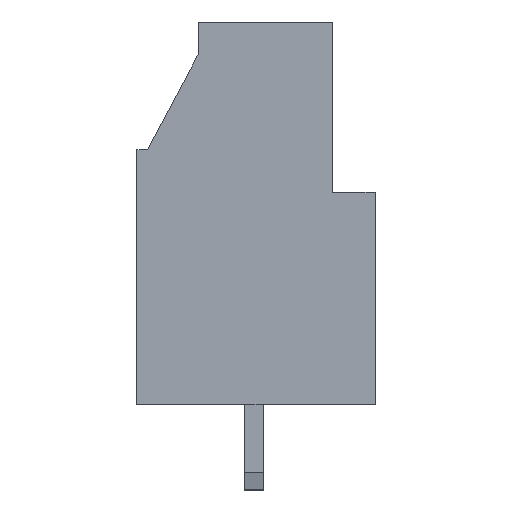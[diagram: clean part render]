
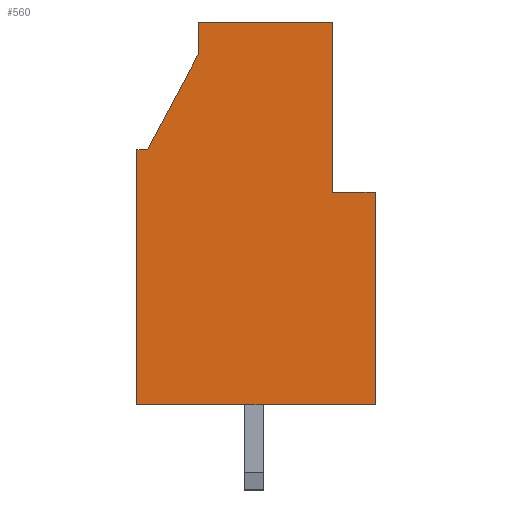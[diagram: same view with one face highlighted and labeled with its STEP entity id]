
A CAD part, front view. The second image highlights one B-rep face of the part: STEP entity #560.
In plain terms, the highlighted planar face has unit normal (0, -1, 0).
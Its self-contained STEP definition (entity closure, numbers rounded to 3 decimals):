
#560 = ADVANCED_FACE( '', ( #1309 ), #1310, .F. );
#1309 = FACE_OUTER_BOUND( '', #2290, .T. );
#1310 = PLANE( '', #2291 );
#2290 = EDGE_LOOP( '', ( #3774, #3775, #3776, #3777, #3778, #3779, #3780, #3781, #3782 ) );
#2291 = AXIS2_PLACEMENT_3D( '', #3783, #3784, #3785 );
#3774 = ORIENTED_EDGE( '', *, *, #6421, .T. );
#3775 = ORIENTED_EDGE( '', *, *, #6422, .T. );
#3776 = ORIENTED_EDGE( '', *, *, #6423, .T. );
#3777 = ORIENTED_EDGE( '', *, *, #6424, .T. );
#3778 = ORIENTED_EDGE( '', *, *, #6425, .T. );
#3779 = ORIENTED_EDGE( '', *, *, #6426, .T. );
#3780 = ORIENTED_EDGE( '', *, *, #6427, .F. );
#3781 = ORIENTED_EDGE( '', *, *, #6428, .F. );
#3782 = ORIENTED_EDGE( '', *, *, #6199, .F. );
#3783 = CARTESIAN_POINT( '', ( 12.32, -2.54, -5.26 ) );
#3784 = DIRECTION( '', ( 0., 1., 0. ) );
#3785 = DIRECTION( '', ( 1., 0., 0. ) );
#6199 = EDGE_CURVE( '', #7551, #7553, #7554, .T. );
#6421 = EDGE_CURVE( '', #7551, #7920, #7921, .T. );
#6422 = EDGE_CURVE( '', #7920, #7922, #7923, .T. );
#6423 = EDGE_CURVE( '', #7922, #7924, #7925, .T. );
#6424 = EDGE_CURVE( '', #7924, #7926, #7927, .T. );
#6425 = EDGE_CURVE( '', #7926, #7928, #7929, .T. );
#6426 = EDGE_CURVE( '', #7928, #7930, #7931, .T. );
#6427 = EDGE_CURVE( '', #7932, #7930, #7933, .T. );
#6428 = EDGE_CURVE( '', #7553, #7932, #7934, .T. );
#7551 = VERTEX_POINT( '', #9464 );
#7553 = VERTEX_POINT( '', #9467 );
#7554 = LINE( '', #9468, #9469 );
#7920 = VERTEX_POINT( '', #10005 );
#7921 = LINE( '', #10006, #10007 );
#7922 = VERTEX_POINT( '', #10008 );
#7923 = LINE( '', #10009, #10010 );
#7924 = VERTEX_POINT( '', #10011 );
#7925 = LINE( '', #10012, #10013 );
#7926 = VERTEX_POINT( '', #10014 );
#7927 = LINE( '', #10015, #10016 );
#7928 = VERTEX_POINT( '', #10017 );
#7929 = LINE( '', #10018, #10019 );
#7930 = VERTEX_POINT( '', #10020 );
#7931 = LINE( '', #10021, #10022 );
#7932 = VERTEX_POINT( '', #10023 );
#7933 = LINE( '', #10024, #10025 );
#7934 = LINE( '', #10026, #10027 );
#9464 = CARTESIAN_POINT( '', ( 0., -2.54, 12. ) );
#9467 = CARTESIAN_POINT( '', ( 0.5, -2.54, 12. ) );
#9468 = CARTESIAN_POINT( '', ( 5.35, -2.54, 12. ) );
#9469 = VECTOR( '', #11580, 1000. );
#10005 = CARTESIAN_POINT( '', ( 0., -2.54, 0. ) );
#10006 = CARTESIAN_POINT( '', ( 0., -2.54, -1. ) );
#10007 = VECTOR( '', #11775, 1000. );
#10008 = CARTESIAN_POINT( '', ( 11.2, -2.54, 0. ) );
#10009 = CARTESIAN_POINT( '', ( 5.35, -2.54, 0. ) );
#10010 = VECTOR( '', #11776, 1000. );
#10011 = CARTESIAN_POINT( '', ( 11.2, -2.54, 10. ) );
#10012 = CARTESIAN_POINT( '', ( 11.2, -2.54, -1. ) );
#10013 = VECTOR( '', #11777, 1000. );
#10014 = CARTESIAN_POINT( '', ( 9.2, -2.54, 10. ) );
#10015 = CARTESIAN_POINT( '', ( 5.35, -2.54, 10. ) );
#10016 = VECTOR( '', #11778, 1000. );
#10017 = CARTESIAN_POINT( '', ( 9.2, -2.54, 18. ) );
#10018 = CARTESIAN_POINT( '', ( 9.2, -2.54, -1. ) );
#10019 = VECTOR( '', #11779, 1000. );
#10020 = CARTESIAN_POINT( '', ( 2.9, -2.54, 18. ) );
#10021 = CARTESIAN_POINT( '', ( 5.35, -2.54, 18. ) );
#10022 = VECTOR( '', #11780, 1000. );
#10023 = CARTESIAN_POINT( '', ( 2.9, -2.54, 16.5 ) );
#10024 = CARTESIAN_POINT( '', ( 2.9, -2.54, -1. ) );
#10025 = VECTOR( '', #11781, 1000. );
#10026 = CARTESIAN_POINT( '', ( -6.433, -2.54, -1. ) );
#10027 = VECTOR( '', #11782, 1000. );
#11580 = DIRECTION( '', ( 1., 0., 0. ) );
#11775 = DIRECTION( '', ( 0., 0., -1. ) );
#11776 = DIRECTION( '', ( 1., 0., 0. ) );
#11777 = DIRECTION( '', ( 0., 0., 1. ) );
#11778 = DIRECTION( '', ( -1., 0., 0. ) );
#11779 = DIRECTION( '', ( 0., 0., 1. ) );
#11780 = DIRECTION( '', ( -1., 0., 0. ) );
#11781 = DIRECTION( '', ( 0., 0., 1. ) );
#11782 = DIRECTION( '', ( 0.471, 0., 0.882 ) );
